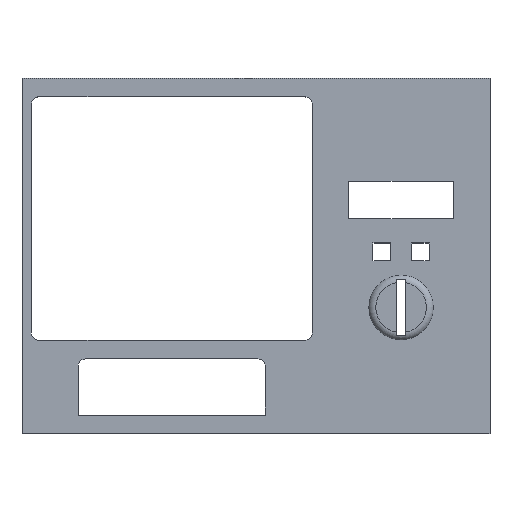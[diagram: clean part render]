
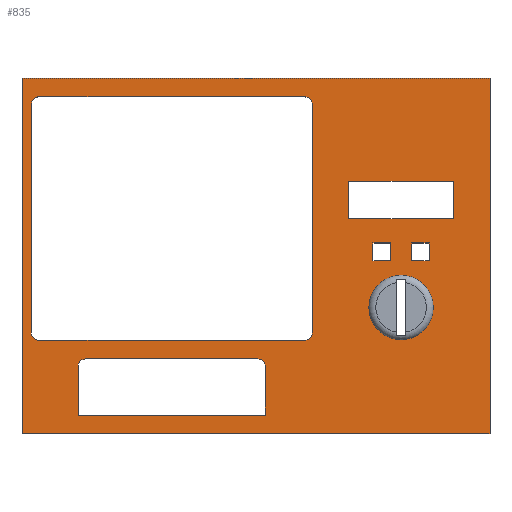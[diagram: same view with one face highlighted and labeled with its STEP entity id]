
A CAD part, top view. The second image highlights one B-rep face of the part: STEP entity #835.
In plain terms, the highlighted planar face has unit normal (0, 0, 1).
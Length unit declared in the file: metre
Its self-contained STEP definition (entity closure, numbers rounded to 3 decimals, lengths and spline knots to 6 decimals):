
#36=CIRCLE('',#902,0.021854);
#38=CIRCLE('',#905,0.00508);
#39=CIRCLE('',#906,0.00508);
#40=CIRCLE('',#907,0.00508);
#41=CIRCLE('',#908,0.00508);
#42=CIRCLE('',#909,0.00508);
#43=CIRCLE('',#910,0.00508);
#97=ORIENTED_EDGE('',*,*,#322,.T.);
#98=ORIENTED_EDGE('',*,*,#330,.F.);
#99=ORIENTED_EDGE('',*,*,#331,.T.);
#100=ORIENTED_EDGE('',*,*,#332,.T.);
#101=ORIENTED_EDGE('',*,*,#333,.F.);
#102=ORIENTED_EDGE('',*,*,#334,.F.);
#103=ORIENTED_EDGE('',*,*,#335,.T.);
#104=ORIENTED_EDGE('',*,*,#336,.T.);
#105=ORIENTED_EDGE('',*,*,#337,.T.);
#106=ORIENTED_EDGE('',*,*,#338,.T.);
#107=ORIENTED_EDGE('',*,*,#339,.T.);
#108=ORIENTED_EDGE('',*,*,#340,.F.);
#109=ORIENTED_EDGE('',*,*,#341,.T.);
#110=ORIENTED_EDGE('',*,*,#342,.F.);
#111=ORIENTED_EDGE('',*,*,#343,.T.);
#112=ORIENTED_EDGE('',*,*,#344,.T.);
#113=ORIENTED_EDGE('',*,*,#345,.F.);
#114=ORIENTED_EDGE('',*,*,#346,.F.);
#115=ORIENTED_EDGE('',*,*,#347,.T.);
#116=ORIENTED_EDGE('',*,*,#348,.T.);
#117=ORIENTED_EDGE('',*,*,#349,.F.);
#118=ORIENTED_EDGE('',*,*,#350,.F.);
#119=ORIENTED_EDGE('',*,*,#351,.T.);
#120=ORIENTED_EDGE('',*,*,#352,.T.);
#121=ORIENTED_EDGE('',*,*,#353,.F.);
#122=ORIENTED_EDGE('',*,*,#354,.F.);
#123=ORIENTED_EDGE('',*,*,#355,.T.);
#124=ORIENTED_EDGE('',*,*,#356,.T.);
#125=ORIENTED_EDGE('',*,*,#357,.T.);
#126=ORIENTED_EDGE('',*,*,#358,.T.);
#127=ORIENTED_EDGE('',*,*,#359,.F.);
#322=EDGE_CURVE('',#439,#439,#36,.F.);
#330=EDGE_CURVE('',#446,#447,#513,.T.);
#331=EDGE_CURVE('',#446,#448,#514,.T.);
#332=EDGE_CURVE('',#448,#449,#515,.T.);
#333=EDGE_CURVE('',#447,#449,#516,.T.);
#334=EDGE_CURVE('',#450,#451,#517,.T.);
#335=EDGE_CURVE('',#450,#452,#38,.F.);
#336=EDGE_CURVE('',#452,#453,#518,.T.);
#337=EDGE_CURVE('',#453,#454,#39,.F.);
#338=EDGE_CURVE('',#454,#455,#519,.T.);
#339=EDGE_CURVE('',#455,#456,#40,.F.);
#340=EDGE_CURVE('',#457,#456,#520,.T.);
#341=EDGE_CURVE('',#457,#451,#41,.F.);
#342=EDGE_CURVE('',#458,#459,#521,.T.);
#343=EDGE_CURVE('',#458,#460,#522,.T.);
#344=EDGE_CURVE('',#460,#461,#523,.T.);
#345=EDGE_CURVE('',#459,#461,#524,.T.);
#346=EDGE_CURVE('',#462,#463,#525,.T.);
#347=EDGE_CURVE('',#462,#464,#526,.T.);
#348=EDGE_CURVE('',#464,#465,#527,.T.);
#349=EDGE_CURVE('',#463,#465,#528,.T.);
#350=EDGE_CURVE('',#466,#467,#529,.T.);
#351=EDGE_CURVE('',#466,#468,#530,.T.);
#352=EDGE_CURVE('',#468,#469,#531,.T.);
#353=EDGE_CURVE('',#467,#469,#532,.T.);
#354=EDGE_CURVE('',#470,#471,#533,.T.);
#355=EDGE_CURVE('',#470,#472,#42,.F.);
#356=EDGE_CURVE('',#472,#473,#534,.T.);
#357=EDGE_CURVE('',#473,#474,#43,.F.);
#358=EDGE_CURVE('',#474,#475,#535,.T.);
#359=EDGE_CURVE('',#471,#475,#536,.T.);
#439=VERTEX_POINT('',#1269);
#446=VERTEX_POINT('',#1303);
#447=VERTEX_POINT('',#1304);
#448=VERTEX_POINT('',#1306);
#449=VERTEX_POINT('',#1308);
#450=VERTEX_POINT('',#1311);
#451=VERTEX_POINT('',#1312);
#452=VERTEX_POINT('',#1314);
#453=VERTEX_POINT('',#1316);
#454=VERTEX_POINT('',#1318);
#455=VERTEX_POINT('',#1320);
#456=VERTEX_POINT('',#1322);
#457=VERTEX_POINT('',#1324);
#458=VERTEX_POINT('',#1327);
#459=VERTEX_POINT('',#1328);
#460=VERTEX_POINT('',#1330);
#461=VERTEX_POINT('',#1332);
#462=VERTEX_POINT('',#1335);
#463=VERTEX_POINT('',#1336);
#464=VERTEX_POINT('',#1338);
#465=VERTEX_POINT('',#1340);
#466=VERTEX_POINT('',#1343);
#467=VERTEX_POINT('',#1344);
#468=VERTEX_POINT('',#1346);
#469=VERTEX_POINT('',#1348);
#470=VERTEX_POINT('',#1351);
#471=VERTEX_POINT('',#1352);
#472=VERTEX_POINT('',#1354);
#473=VERTEX_POINT('',#1356);
#474=VERTEX_POINT('',#1358);
#475=VERTEX_POINT('',#1360);
#513=LINE('',#1302,#601);
#514=LINE('',#1305,#602);
#515=LINE('',#1307,#603);
#516=LINE('',#1309,#604);
#517=LINE('',#1310,#605);
#518=LINE('',#1315,#606);
#519=LINE('',#1319,#607);
#520=LINE('',#1323,#608);
#521=LINE('',#1326,#609);
#522=LINE('',#1329,#610);
#523=LINE('',#1331,#611);
#524=LINE('',#1333,#612);
#525=LINE('',#1334,#613);
#526=LINE('',#1337,#614);
#527=LINE('',#1339,#615);
#528=LINE('',#1341,#616);
#529=LINE('',#1342,#617);
#530=LINE('',#1345,#618);
#531=LINE('',#1347,#619);
#532=LINE('',#1349,#620);
#533=LINE('',#1350,#621);
#534=LINE('',#1355,#622);
#535=LINE('',#1359,#623);
#536=LINE('',#1361,#624);
#601=VECTOR('',#1019,1.);
#602=VECTOR('',#1020,1.);
#603=VECTOR('',#1021,1.);
#604=VECTOR('',#1022,1.);
#605=VECTOR('',#1023,1.);
#606=VECTOR('',#1026,1.);
#607=VECTOR('',#1029,1.);
#608=VECTOR('',#1032,1.);
#609=VECTOR('',#1035,1.);
#610=VECTOR('',#1036,1.);
#611=VECTOR('',#1037,1.);
#612=VECTOR('',#1038,1.);
#613=VECTOR('',#1039,1.);
#614=VECTOR('',#1040,1.);
#615=VECTOR('',#1041,1.);
#616=VECTOR('',#1042,1.);
#617=VECTOR('',#1043,1.);
#618=VECTOR('',#1044,1.);
#619=VECTOR('',#1045,1.);
#620=VECTOR('',#1046,1.);
#621=VECTOR('',#1047,1.);
#622=VECTOR('',#1050,1.);
#623=VECTOR('',#1053,1.);
#624=VECTOR('',#1054,1.);
#670=EDGE_LOOP('',(#97));
#671=EDGE_LOOP('',(#98,#99,#100,#101));
#672=EDGE_LOOP('',(#102,#103,#104,#105,#106,#107,#108,#109));
#673=EDGE_LOOP('',(#110,#111,#112,#113));
#674=EDGE_LOOP('',(#114,#115,#116,#117));
#675=EDGE_LOOP('',(#118,#119,#120,#121));
#676=EDGE_LOOP('',(#122,#123,#124,#125,#126,#127));
#738=FACE_BOUND('',#670,.T.);
#739=FACE_BOUND('',#671,.T.);
#740=FACE_BOUND('',#672,.T.);
#741=FACE_BOUND('',#673,.T.);
#742=FACE_BOUND('',#674,.T.);
#743=FACE_BOUND('',#675,.T.);
#744=FACE_BOUND('',#676,.T.);
#798=PLANE('',#904);
#835=ADVANCED_FACE('',(#738,#739,#740,#741,#742,#743,#744),#798,.T.);
#902=AXIS2_PLACEMENT_3D('',#1268,#1013,#1014);
#904=AXIS2_PLACEMENT_3D('',#1301,#1017,#1018);
#905=AXIS2_PLACEMENT_3D('',#1313,#1024,#1025);
#906=AXIS2_PLACEMENT_3D('',#1317,#1027,#1028);
#907=AXIS2_PLACEMENT_3D('',#1321,#1030,#1031);
#908=AXIS2_PLACEMENT_3D('',#1325,#1033,#1034);
#909=AXIS2_PLACEMENT_3D('',#1353,#1048,#1049);
#910=AXIS2_PLACEMENT_3D('',#1357,#1051,#1052);
#1013=DIRECTION('',(0.,0.,1.));
#1014=DIRECTION('',(1.,0.,0.));
#1017=DIRECTION('',(0.,0.,1.));
#1018=DIRECTION('',(1.,0.,0.));
#1019=DIRECTION('',(1.,0.,0.));
#1020=DIRECTION('',(0.,-1.,0.));
#1021=DIRECTION('',(1.,0.,0.));
#1022=DIRECTION('',(0.,-1.,0.));
#1023=DIRECTION('',(0.,-1.,0.));
#1024=DIRECTION('',(0.,0.,1.));
#1025=DIRECTION('',(1.,0.,0.));
#1026=DIRECTION('',(1.,0.,0.));
#1027=DIRECTION('',(0.,0.,1.));
#1028=DIRECTION('',(1.,0.,0.));
#1029=DIRECTION('',(0.,-1.,0.));
#1030=DIRECTION('',(0.,0.,1.));
#1031=DIRECTION('',(1.,0.,0.));
#1032=DIRECTION('',(1.,0.,0.));
#1033=DIRECTION('',(0.,0.,1.));
#1034=DIRECTION('',(1.,0.,0.));
#1035=DIRECTION('',(0.,-1.,0.));
#1036=DIRECTION('',(1.,0.,0.));
#1037=DIRECTION('',(0.,-1.,0.));
#1038=DIRECTION('',(1.,0.,0.));
#1039=DIRECTION('',(0.,-1.,0.));
#1040=DIRECTION('',(1.,0.,0.));
#1041=DIRECTION('',(0.,-1.,0.));
#1042=DIRECTION('',(1.,0.,0.));
#1043=DIRECTION('',(0.,1.,0.));
#1044=DIRECTION('',(-1.,0.,0.));
#1045=DIRECTION('',(0.,1.,0.));
#1046=DIRECTION('',(-1.,0.,0.));
#1047=DIRECTION('',(0.,-1.,0.));
#1048=DIRECTION('',(0.,0.,1.));
#1049=DIRECTION('',(1.,0.,0.));
#1050=DIRECTION('',(1.,0.,0.));
#1051=DIRECTION('',(0.,0.,1.));
#1052=DIRECTION('',(1.,0.,0.));
#1053=DIRECTION('',(0.,-1.,0.));
#1054=DIRECTION('',(1.,0.,0.));
#1268=CARTESIAN_POINT('',(0.257175,-0.155575,0.0127));
#1269=CARTESIAN_POINT('',(0.279029,-0.155575,0.0127));
#1301=CARTESIAN_POINT('',(0.15875,-0.12065,0.0127));
#1302=CARTESIAN_POINT('',(0.15875,0.,0.0127));
#1303=CARTESIAN_POINT('',(0.,0.,0.0127));
#1304=CARTESIAN_POINT('',(0.3175,0.,0.0127));
#1305=CARTESIAN_POINT('',(0.,-0.12065,0.0127));
#1306=CARTESIAN_POINT('',(0.,-0.2413,0.0127));
#1307=CARTESIAN_POINT('',(0.15875,-0.2413,0.0127));
#1308=CARTESIAN_POINT('',(0.3175,-0.2413,0.0127));
#1309=CARTESIAN_POINT('',(0.3175,-0.12065,0.0127));
#1310=CARTESIAN_POINT('',(0.00635,-0.09525,0.0127));
#1311=CARTESIAN_POINT('',(0.00635,-0.01778,0.0127));
#1312=CARTESIAN_POINT('',(0.00635,-0.17272,0.0127));
#1313=CARTESIAN_POINT('',(0.01143,-0.01778,0.0127));
#1314=CARTESIAN_POINT('',(0.01143,-0.0127,0.0127));
#1315=CARTESIAN_POINT('',(0.1016,-0.0127,0.0127));
#1316=CARTESIAN_POINT('',(0.19177,-0.0127,0.0127));
#1317=CARTESIAN_POINT('',(0.19177,-0.01778,0.0127));
#1318=CARTESIAN_POINT('',(0.19685,-0.01778,0.0127));
#1319=CARTESIAN_POINT('',(0.19685,-0.09525,0.0127));
#1320=CARTESIAN_POINT('',(0.19685,-0.17272,0.0127));
#1321=CARTESIAN_POINT('',(0.19177,-0.17272,0.0127));
#1322=CARTESIAN_POINT('',(0.19177,-0.1778,0.0127));
#1323=CARTESIAN_POINT('',(0.1016,-0.1778,0.0127));
#1324=CARTESIAN_POINT('',(0.01143,-0.1778,0.0127));
#1325=CARTESIAN_POINT('',(0.01143,-0.17272,0.0127));
#1326=CARTESIAN_POINT('',(0.264247,-0.117823,0.0127));
#1327=CARTESIAN_POINT('',(0.264247,-0.111823,0.0127));
#1328=CARTESIAN_POINT('',(0.264247,-0.123823,0.0127));
#1329=CARTESIAN_POINT('',(0.270247,-0.111823,0.0127));
#1330=CARTESIAN_POINT('',(0.276247,-0.111823,0.0127));
#1331=CARTESIAN_POINT('',(0.276247,-0.117823,0.0127));
#1332=CARTESIAN_POINT('',(0.276247,-0.123823,0.0127));
#1333=CARTESIAN_POINT('',(0.270247,-0.123823,0.0127));
#1334=CARTESIAN_POINT('',(0.238125,-0.117823,0.0127));
#1335=CARTESIAN_POINT('',(0.238125,-0.111823,0.0127));
#1336=CARTESIAN_POINT('',(0.238125,-0.123823,0.0127));
#1337=CARTESIAN_POINT('',(0.244125,-0.111823,0.0127));
#1338=CARTESIAN_POINT('',(0.250125,-0.111823,0.0127));
#1339=CARTESIAN_POINT('',(0.250125,-0.117823,0.0127));
#1340=CARTESIAN_POINT('',(0.250125,-0.123823,0.0127));
#1341=CARTESIAN_POINT('',(0.244125,-0.123823,0.0127));
#1342=CARTESIAN_POINT('',(0.292777,-0.082613,0.0127));
#1343=CARTESIAN_POINT('',(0.292777,-0.095313,0.0127));
#1344=CARTESIAN_POINT('',(0.292777,-0.069913,0.0127));
#1345=CARTESIAN_POINT('',(0.257177,-0.095313,0.0127));
#1346=CARTESIAN_POINT('',(0.221577,-0.095313,0.0127));
#1347=CARTESIAN_POINT('',(0.221577,-0.082613,0.0127));
#1348=CARTESIAN_POINT('',(0.221577,-0.069913,0.0127));
#1349=CARTESIAN_POINT('',(0.257177,-0.069913,0.0127));
#1350=CARTESIAN_POINT('',(0.0381,-0.20955,0.0127));
#1351=CARTESIAN_POINT('',(0.0381,-0.19558,0.0127));
#1352=CARTESIAN_POINT('',(0.0381,-0.2286,0.0127));
#1353=CARTESIAN_POINT('',(0.04318,-0.19558,0.0127));
#1354=CARTESIAN_POINT('',(0.04318,-0.1905,0.0127));
#1355=CARTESIAN_POINT('',(0.1016,-0.1905,0.0127));
#1356=CARTESIAN_POINT('',(0.16002,-0.1905,0.0127));
#1357=CARTESIAN_POINT('',(0.16002,-0.19558,0.0127));
#1358=CARTESIAN_POINT('',(0.1651,-0.19558,0.0127));
#1359=CARTESIAN_POINT('',(0.1651,-0.20955,0.0127));
#1360=CARTESIAN_POINT('',(0.1651,-0.2286,0.0127));
#1361=CARTESIAN_POINT('',(0.1016,-0.2286,0.0127));
